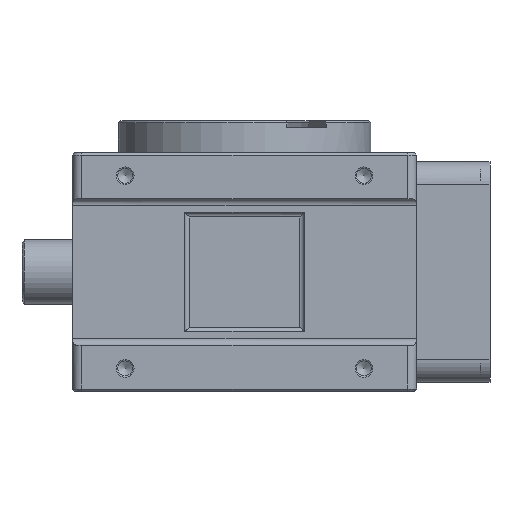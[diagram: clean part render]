
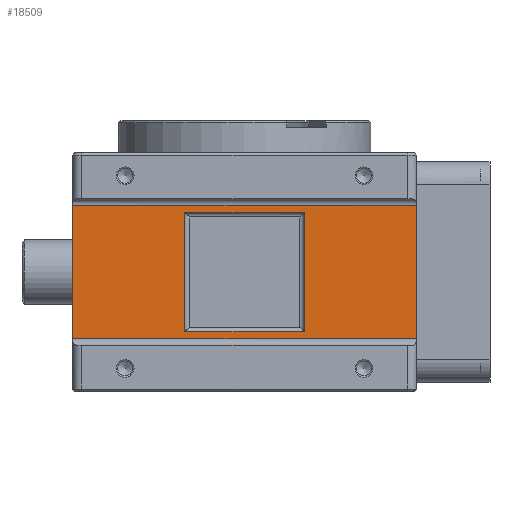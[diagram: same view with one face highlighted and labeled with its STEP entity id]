
A CAD part, front view. The second image highlights one B-rep face of the part: STEP entity #18509.
In plain terms, the highlighted planar face has unit normal (0, -1, 0).
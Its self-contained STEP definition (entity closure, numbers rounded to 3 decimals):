
#539=LINE('',#26459,#1624);
#541=LINE('',#26480,#1626);
#846=LINE('',#28665,#1931);
#847=LINE('',#28666,#1932);
#848=LINE('',#28667,#1933);
#849=LINE('',#28670,#1934);
#850=LINE('',#28672,#1935);
#851=LINE('',#28674,#1936);
#1624=VECTOR('',#22022,1000.);
#1626=VECTOR('',#22028,1000.);
#1931=VECTOR('',#22775,1000.);
#1932=VECTOR('',#22776,1000.);
#1933=VECTOR('',#22777,1000.);
#1934=VECTOR('',#22778,1000.);
#1935=VECTOR('',#22779,1000.);
#1936=VECTOR('',#22780,1000.);
#2534=PLANE('',#19734);
#5402=ORIENTED_EDGE('',*,*,#7384,.F.);
#5403=ORIENTED_EDGE('',*,*,#7767,.T.);
#5404=ORIENTED_EDGE('',*,*,#7380,.F.);
#5405=ORIENTED_EDGE('',*,*,#7768,.T.);
#5406=ORIENTED_EDGE('',*,*,#7769,.T.);
#5407=ORIENTED_EDGE('',*,*,#7770,.T.);
#5408=ORIENTED_EDGE('',*,*,#7771,.F.);
#5409=ORIENTED_EDGE('',*,*,#7772,.T.);
#7380=EDGE_CURVE('',#10581,#10582,#539,.T.);
#7384=EDGE_CURVE('',#10583,#10584,#541,.T.);
#7767=EDGE_CURVE('',#10583,#10582,#846,.T.);
#7768=EDGE_CURVE('',#10581,#10584,#847,.T.);
#7769=EDGE_CURVE('',#10789,#10790,#848,.T.);
#7770=EDGE_CURVE('',#10790,#10791,#849,.T.);
#7771=EDGE_CURVE('',#10792,#10791,#850,.T.);
#7772=EDGE_CURVE('',#10792,#10789,#851,.T.);
#9441=EDGE_LOOP('',(#5402,#5403,#5404,#5405));
#9442=EDGE_LOOP('',(#5406,#5407,#5408,#5409));
#10581=VERTEX_POINT('',#26458);
#10582=VERTEX_POINT('',#26460);
#10583=VERTEX_POINT('',#26481);
#10584=VERTEX_POINT('',#26482);
#10789=VERTEX_POINT('',#28668);
#10790=VERTEX_POINT('',#28669);
#10791=VERTEX_POINT('',#28671);
#10792=VERTEX_POINT('',#28673);
#11901=FACE_BOUND('',#9441,.T.);
#11902=FACE_BOUND('',#9442,.T.);
#18509=ADVANCED_FACE('',(#11901,#11902),#2534,.T.);
#19734=AXIS2_PLACEMENT_3D('',#28664,#22773,#22774);
#22022=DIRECTION('',(0.,0.,-1.));
#22028=DIRECTION('',(0.,0.,1.));
#22773=DIRECTION('',(0.,-1.,0.));
#22774=DIRECTION('',(0.,0.,-1.));
#22775=DIRECTION('',(1.,0.,0.));
#22776=DIRECTION('',(-1.,0.,0.));
#22777=DIRECTION('',(-1.,0.,0.));
#22778=DIRECTION('',(0.,0.,1.));
#22779=DIRECTION('',(-1.,0.,0.));
#22780=DIRECTION('',(0.,0.,-1.));
#26458=CARTESIAN_POINT('',(37.436,-53.5,14.5));
#26459=CARTESIAN_POINT('',(37.436,-53.5,26.));
#26460=CARTESIAN_POINT('',(37.436,-53.5,-14.5));
#26480=CARTESIAN_POINT('',(-37.436,-53.5,26.));
#26481=CARTESIAN_POINT('',(-37.436,-53.5,-14.5));
#26482=CARTESIAN_POINT('',(-37.436,-53.5,14.5));
#28664=CARTESIAN_POINT('',(0.,-53.5,0.));
#28665=CARTESIAN_POINT('',(0.,-53.5,-14.5));
#28666=CARTESIAN_POINT('',(0.,-53.5,14.5));
#28667=CARTESIAN_POINT('',(0.,-53.5,-13.));
#28668=CARTESIAN_POINT('',(13.,-53.5,-13.));
#28669=CARTESIAN_POINT('',(-13.,-53.5,-13.));
#28670=CARTESIAN_POINT('',(-13.,-53.5,-13.));
#28671=CARTESIAN_POINT('',(-13.,-53.5,13.));
#28672=CARTESIAN_POINT('',(0.,-53.5,13.));
#28673=CARTESIAN_POINT('',(13.,-53.5,13.));
#28674=CARTESIAN_POINT('',(13.,-53.5,-13.));
